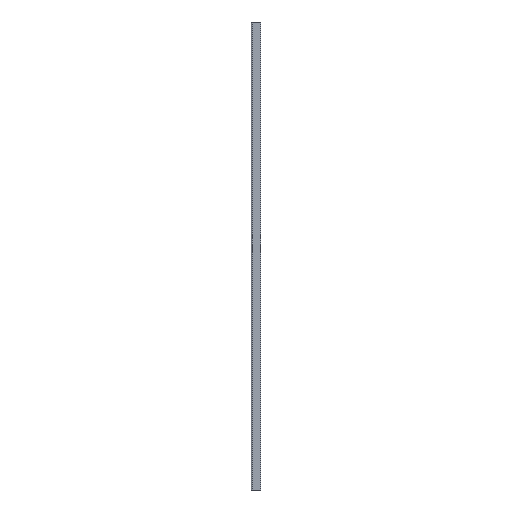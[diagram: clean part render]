
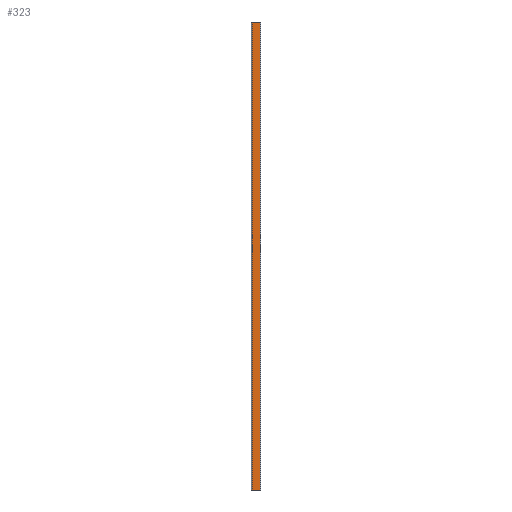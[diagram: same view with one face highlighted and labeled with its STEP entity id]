
A CAD part, left-side view. The second image highlights one B-rep face of the part: STEP entity #323.
In plain terms, the highlighted planar face has unit normal (-1, 0, 0).
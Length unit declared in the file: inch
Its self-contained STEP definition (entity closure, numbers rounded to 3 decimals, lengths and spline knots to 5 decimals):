
#323=ADVANCED_FACE('',(#838),#839,.T.);
#838=FACE_OUTER_BOUND('',#1764,.T.);
#839=PLANE('',#1765);
#1764=EDGE_LOOP('',(#3639,#3640,#3641,#3642));
#1765=AXIS2_PLACEMENT_3D('',#3643,#3644,#3645);
#3639=ORIENTED_EDGE('',*,*,#5151,.T.);
#3640=ORIENTED_EDGE('',*,*,#5011,.F.);
#3641=ORIENTED_EDGE('',*,*,#5152,.T.);
#3642=ORIENTED_EDGE('',*,*,#5153,.T.);
#3643=CARTESIAN_POINT('',(-0.13625,1.1875,0.0));
#3644=DIRECTION('',(-1.0,0.0,0.0));
#3645=DIRECTION('',(0.0,-1.0,0.0));
#5011=EDGE_CURVE('',#5826,#5821,#5828,.T.);
#5151=EDGE_CURVE('',#6070,#5821,#6071,.T.);
#5152=EDGE_CURVE('',#5826,#6072,#6073,.T.);
#5153=EDGE_CURVE('',#6072,#6070,#6074,.T.);
#5821=VERTEX_POINT('',#7027);
#5826=VERTEX_POINT('',#7036);
#5828=LINE('',#7041,#7042);
#6070=VERTEX_POINT('',#7517);
#6071=LINE('',#7518,#7519);
#6072=VERTEX_POINT('',#7520);
#6073=LINE('',#7521,#7522);
#6074=LINE('',#7523,#7524);
#7027=CARTESIAN_POINT('',(-0.13625,2.23875,120.0));
#7036=CARTESIAN_POINT('',(-0.13625,2.23875,0.0));
#7041=CARTESIAN_POINT('',(-0.13625,2.23875,0.0));
#7042=VECTOR('',#9442,1.0);
#7517=CARTESIAN_POINT('',(-0.13625,0.13624,120.0));
#7518=CARTESIAN_POINT('',(-0.13625,2.23875,120.0));
#7519=VECTOR('',#9490,1.0);
#7520=CARTESIAN_POINT('',(-0.13625,0.13624,0.0));
#7521=CARTESIAN_POINT('',(-0.13625,2.23875,0.0));
#7522=VECTOR('',#9491,1.0);
#7523=CARTESIAN_POINT('',(-0.13625,0.13624,0.0));
#7524=VECTOR('',#9492,1.0);
#9442=DIRECTION('',(0.0,0.0,1.0));
#9490=DIRECTION('',(0.0,1.0,0.0));
#9491=DIRECTION('',(0.0,-1.0,0.0));
#9492=DIRECTION('',(0.0,0.0,1.0));
